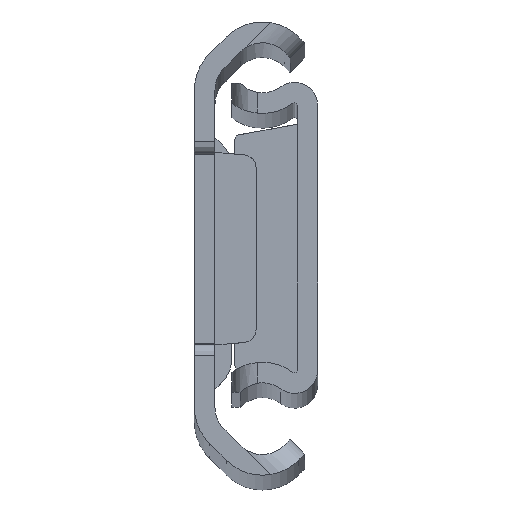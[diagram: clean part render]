
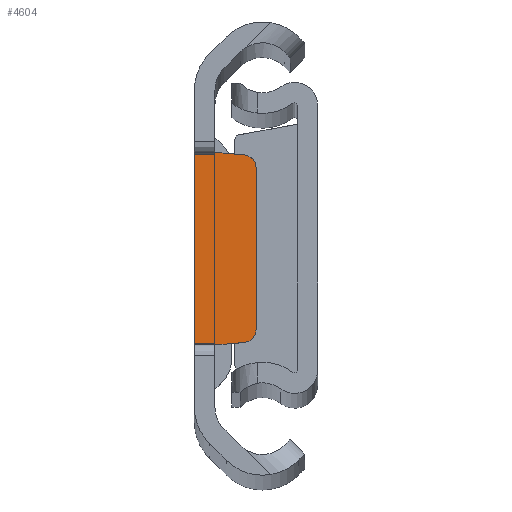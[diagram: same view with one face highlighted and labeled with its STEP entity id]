
A CAD part, top view. The second image highlights one B-rep face of the part: STEP entity #4604.
In plain terms, the highlighted planar face has unit normal (0, 0, 1).
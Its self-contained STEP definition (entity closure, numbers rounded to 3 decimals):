
#151 = VECTOR ( 'NONE', #893, 1000. ) ;
#281 = ORIENTED_EDGE ( 'NONE', *, *, #774, .T. ) ;
#404 = LINE ( 'NONE', #1258, #3044 ) ;
#603 = DIRECTION ( 'NONE',  ( 0., -1., 0. ) ) ;
#673 = EDGE_CURVE ( 'NONE', #4323, #4539, #915, .T. ) ;
#684 = CIRCLE ( 'NONE', #1379, 1. ) ;
#774 = EDGE_CURVE ( 'NONE', #2323, #4828, #5071, .T. ) ;
#868 = AXIS2_PLACEMENT_3D ( 'NONE', #1372, #5192, #2205 ) ;
#886 = CARTESIAN_POINT ( 'NONE',  ( 8.601, 7.5, -2.2 ) ) ;
#893 = DIRECTION ( 'NONE',  ( -0.996, 0.084, 0. ) ) ;
#915 = LINE ( 'NONE', #4681, #151 ) ;
#985 = ORIENTED_EDGE ( 'NONE', *, *, #2466, .T. ) ;
#1072 = DIRECTION ( 'NONE',  ( 0., 0., 1. ) ) ;
#1175 = CARTESIAN_POINT ( 'NONE',  ( 3.884, 7.307, -2.2 ) ) ;
#1220 = LINE ( 'NONE', #2901, #1550 ) ;
#1258 = CARTESIAN_POINT ( 'NONE',  ( 0., 7.5, -2.2 ) ) ;
#1359 = EDGE_CURVE ( 'NONE', #4161, #2687, #3499, .T. ) ;
#1372 = CARTESIAN_POINT ( 'NONE',  ( 3.8, -6.311, -2.2 ) ) ;
#1373 = CARTESIAN_POINT ( 'NONE',  ( 8.601, -7.5, -2.2 ) ) ;
#1379 = AXIS2_PLACEMENT_3D ( 'NONE', #4366, #1072, #603 ) ;
#1479 = ORIENTED_EDGE ( 'NONE', *, *, #5123, .T. ) ;
#1537 = CARTESIAN_POINT ( 'NONE',  ( 3.884, -7.307, -2.2 ) ) ;
#1550 = VECTOR ( 'NONE', #2097, 1000. ) ;
#1788 = VERTEX_POINT ( 'NONE', #3873 ) ;
#1876 = DIRECTION ( 'NONE',  ( 0.996, 0.084, 0. ) ) ;
#1960 = PLANE ( 'NONE',  #4358 ) ;
#2076 = DIRECTION ( 'NONE',  ( 0., 1., 0. ) ) ;
#2087 = CARTESIAN_POINT ( 'NONE',  ( 1.6, -7.5, -2.2 ) ) ;
#2097 = DIRECTION ( 'NONE',  ( 0., 1., 0. ) ) ;
#2146 = EDGE_CURVE ( 'NONE', #4161, #2323, #2295, .T. ) ;
#2205 = DIRECTION ( 'NONE',  ( 0., -1., 0. ) ) ;
#2220 = CARTESIAN_POINT ( 'NONE',  ( 0., -7.5, -2.2 ) ) ;
#2260 = DIRECTION ( 'NONE',  ( 0., -1., 0. ) ) ;
#2295 = LINE ( 'NONE', #3965, #4656 ) ;
#2323 = VERTEX_POINT ( 'NONE', #1537 ) ;
#2464 = ORIENTED_EDGE ( 'NONE', *, *, #2556, .T. ) ;
#2466 = EDGE_CURVE ( 'NONE', #4828, #1788, #1220, .T. ) ;
#2556 = EDGE_CURVE ( 'NONE', #4539, #3195, #3382, .T. ) ;
#2687 = VERTEX_POINT ( 'NONE', #2220 ) ;
#2726 = FACE_OUTER_BOUND ( 'NONE', #3385, .T. ) ;
#2901 = CARTESIAN_POINT ( 'NONE',  ( 4.8, 7.23, -2.2 ) ) ;
#2985 = DIRECTION ( 'NONE',  ( -1., 0., 0. ) ) ;
#3044 = VECTOR ( 'NONE', #2076, 1000. ) ;
#3093 = CARTESIAN_POINT ( 'NONE',  ( 1.6, 7.5, -2.2 ) ) ;
#3113 = CARTESIAN_POINT ( 'NONE',  ( 8.601, 7.5, -2.2 ) ) ;
#3135 = ORIENTED_EDGE ( 'NONE', *, *, #673, .T. ) ;
#3195 = VERTEX_POINT ( 'NONE', #3291 ) ;
#3291 = CARTESIAN_POINT ( 'NONE',  ( 0., 7.5, -2.2 ) ) ;
#3382 = LINE ( 'NONE', #886, #3400 ) ;
#3385 = EDGE_LOOP ( 'NONE', ( #3783, #281, #985, #1479, #3135, #2464, #3449, #5312 ) ) ;
#3400 = VECTOR ( 'NONE', #3845, 1000. ) ;
#3421 = VECTOR ( 'NONE', #2985, 1000. ) ;
#3449 = ORIENTED_EDGE ( 'NONE', *, *, #4325, .F. ) ;
#3499 = LINE ( 'NONE', #1373, #3421 ) ;
#3783 = ORIENTED_EDGE ( 'NONE', *, *, #2146, .T. ) ;
#3845 = DIRECTION ( 'NONE',  ( -1., 0., 0. ) ) ;
#3873 = CARTESIAN_POINT ( 'NONE',  ( 4.8, 6.311, -2.2 ) ) ;
#3965 = CARTESIAN_POINT ( 'NONE',  ( 4.8, -7.23, -2.2 ) ) ;
#4161 = VERTEX_POINT ( 'NONE', #2087 ) ;
#4323 = VERTEX_POINT ( 'NONE', #1175 ) ;
#4325 = EDGE_CURVE ( 'NONE', #2687, #3195, #404, .T. ) ;
#4358 = AXIS2_PLACEMENT_3D ( 'NONE', #3113, #4427, #2260 ) ;
#4366 = CARTESIAN_POINT ( 'NONE',  ( 3.8, 6.311, -2.2 ) ) ;
#4427 = DIRECTION ( 'NONE',  ( 0., 0., 1. ) ) ;
#4539 = VERTEX_POINT ( 'NONE', #3093 ) ;
#4604 = ADVANCED_FACE ( 'NONE', ( #2726 ), #1960, .T. ) ;
#4656 = VECTOR ( 'NONE', #1876, 1000. ) ;
#4681 = CARTESIAN_POINT ( 'NONE',  ( 1.6, 7.5, -2.2 ) ) ;
#4828 = VERTEX_POINT ( 'NONE', #5387 ) ;
#5071 = CIRCLE ( 'NONE', #868, 1. ) ;
#5123 = EDGE_CURVE ( 'NONE', #1788, #4323, #684, .T. ) ;
#5192 = DIRECTION ( 'NONE',  ( 0., 0., 1. ) ) ;
#5312 = ORIENTED_EDGE ( 'NONE', *, *, #1359, .F. ) ;
#5387 = CARTESIAN_POINT ( 'NONE',  ( 4.8, -6.311, -2.2 ) ) ;
